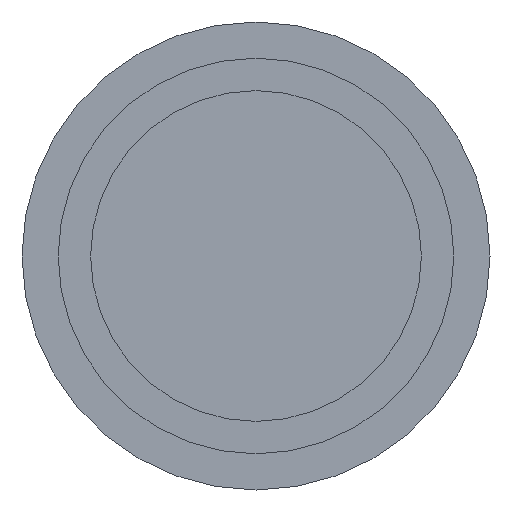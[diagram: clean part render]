
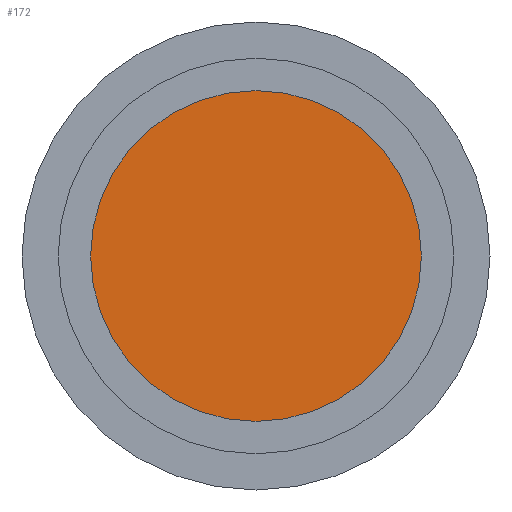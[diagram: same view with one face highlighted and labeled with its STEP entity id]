
A CAD part, front view. The second image highlights one B-rep face of the part: STEP entity #172.
In plain terms, the highlighted planar face has unit normal (0, -1, 0).
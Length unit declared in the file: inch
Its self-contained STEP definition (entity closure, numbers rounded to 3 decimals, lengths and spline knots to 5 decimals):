
#31 = AXIS2_PLACEMENT_3D ( 'NONE', #694, #695, #696 ) ;
#36 = FACE_OUTER_BOUND ( 'NONE', #944, .T. ) ;
#172 = ADVANCED_FACE ( 'NONE', ( #36 ), #693, .T. ) ;
#210 = CIRCLE ( 'NONE', #963, 0.265 ) ;
#215 = CIRCLE ( 'NONE', #967, 0.265 ) ;
#329 = VERTEX_POINT ( 'NONE', #740 ) ;
#330 = VERTEX_POINT ( 'NONE', #741 ) ;
#417 = EDGE_CURVE ( 'NONE', #329, #330, #210, .T. ) ;
#693 = PLANE ( 'NONE',  #31 ) ;
#694 = CARTESIAN_POINT ( 'NONE',  ( 0., 0., 0. ) ) ;
#695 = DIRECTION ( 'NONE',  ( 0., -1., 0. ) ) ;
#696 = DIRECTION ( 'NONE',  ( 0., 0., -1. ) ) ;
#740 = CARTESIAN_POINT ( 'NONE',  ( 0., 0., -0.265 ) ) ;
#741 = CARTESIAN_POINT ( 'NONE',  ( 0., 0., 0.265 ) ) ;
#757 = CARTESIAN_POINT ( 'NONE',  ( 0., 0., 0. ) ) ;
#758 = DIRECTION ( 'NONE',  ( 0., -1., 0. ) ) ;
#759 = DIRECTION ( 'NONE',  ( 0., 0., -1. ) ) ;
#772 = CARTESIAN_POINT ( 'NONE',  ( 0., 0., 0. ) ) ;
#773 = DIRECTION ( 'NONE',  ( 0., -1., 0. ) ) ;
#774 = DIRECTION ( 'NONE',  ( 0., 0., -1. ) ) ;
#854 = ORIENTED_EDGE ( 'NONE', *, *, #417, .T. ) ;
#860 = ORIENTED_EDGE ( 'NONE', *, *, #880, .T. ) ;
#880 = EDGE_CURVE ( 'NONE', #330, #329, #215, .T. ) ;
#944 = EDGE_LOOP ( 'NONE', ( #860, #854 ) ) ;
#963 = AXIS2_PLACEMENT_3D ( 'NONE', #757, #758, #759 ) ;
#967 = AXIS2_PLACEMENT_3D ( 'NONE', #772, #773, #774 ) ;
